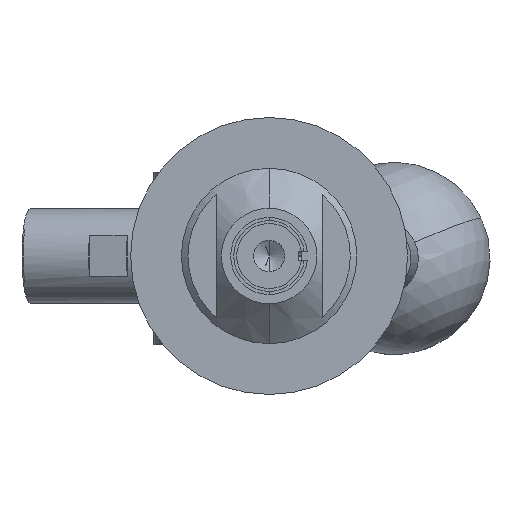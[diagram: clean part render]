
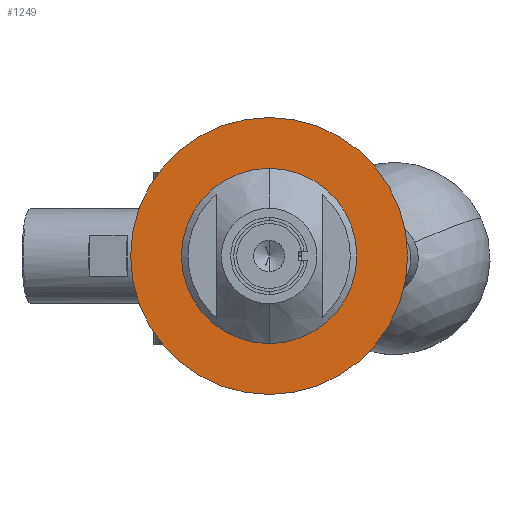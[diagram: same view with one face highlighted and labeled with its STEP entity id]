
A CAD part, left-side view. The second image highlights one B-rep face of the part: STEP entity #1249.
In plain terms, the highlighted planar face has unit normal (-1, 0, 0).
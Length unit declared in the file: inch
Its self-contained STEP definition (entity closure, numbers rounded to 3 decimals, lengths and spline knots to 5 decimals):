
#535 = CARTESIAN_POINT ( 'NONE',  ( -4.408, 0., 0. ) ) ;
#950 = CARTESIAN_POINT ( 'NONE',  ( -4.408, 0.9, 0. ) ) ;
#952 = CARTESIAN_POINT ( 'NONE',  ( -4.408, 0., 0.57 ) ) ;
#1120 = ORIENTED_EDGE ( 'NONE', *, *, #9327, .F. ) ;
#1249 = ADVANCED_FACE ( 'NONE', ( #14003, #12720 ), #12636, .F. ) ;
#1678 = AXIS2_PLACEMENT_3D ( 'NONE', #9927, #4649, #8556 ) ;
#1781 = EDGE_LOOP ( 'NONE', ( #3948, #4133 ) ) ;
#1828 = DIRECTION ( 'NONE',  ( -1., 0., 0. ) ) ;
#2059 = DIRECTION ( 'NONE',  ( 0., 0., -1. ) ) ;
#2497 = CIRCLE ( 'NONE', #3056, 0.9 ) ;
#2621 = VERTEX_POINT ( 'NONE', #6076 ) ;
#3056 = AXIS2_PLACEMENT_3D ( 'NONE', #9114, #6237, #15555 ) ;
#3523 = CIRCLE ( 'NONE', #13221, 0.57 ) ;
#3948 = ORIENTED_EDGE ( 'NONE', *, *, #15383, .T. ) ;
#4133 = ORIENTED_EDGE ( 'NONE', *, *, #7293, .T. ) ;
#4649 = DIRECTION ( 'NONE',  ( -1., 0., 0. ) ) ;
#4781 = VERTEX_POINT ( 'NONE', #9021 ) ;
#4923 = VERTEX_POINT ( 'NONE', #7717 ) ;
#6076 = CARTESIAN_POINT ( 'NONE',  ( -4.408, 0., -0.57 ) ) ;
#6172 = DIRECTION ( 'NONE',  ( 0., 0., 1. ) ) ;
#6175 = AXIS2_PLACEMENT_3D ( 'NONE', #950, #8975, #2059 ) ;
#6237 = DIRECTION ( 'NONE',  ( -1., 0., 0. ) ) ;
#6594 = AXIS2_PLACEMENT_3D ( 'NONE', #15047, #13020, #6172 ) ;
#7293 = EDGE_CURVE ( 'NONE', #4781, #4923, #7965, .T. ) ;
#7717 = CARTESIAN_POINT ( 'NONE',  ( -4.408, 0., 0.9 ) ) ;
#7965 = CIRCLE ( 'NONE', #6594, 0.9 ) ;
#8326 = DIRECTION ( 'NONE',  ( 0., 0., 1. ) ) ;
#8556 = DIRECTION ( 'NONE',  ( 0., 0., 1. ) ) ;
#8975 = DIRECTION ( 'NONE',  ( 1., 0., 0. ) ) ;
#9021 = CARTESIAN_POINT ( 'NONE',  ( -4.408, 0., -0.9 ) ) ;
#9114 = CARTESIAN_POINT ( 'NONE',  ( -4.408, 0., 0. ) ) ;
#9132 = CIRCLE ( 'NONE', #1678, 0.57 ) ;
#9327 = EDGE_CURVE ( 'NONE', #15836, #2621, #9132, .T. ) ;
#9927 = CARTESIAN_POINT ( 'NONE',  ( -4.408, 0., 0. ) ) ;
#11020 = EDGE_CURVE ( 'NONE', #2621, #15836, #3523, .T. ) ;
#12636 = PLANE ( 'NONE',  #6175 ) ;
#12720 = FACE_OUTER_BOUND ( 'NONE', #1781, .T. ) ;
#13020 = DIRECTION ( 'NONE',  ( -1., 0., 0. ) ) ;
#13221 = AXIS2_PLACEMENT_3D ( 'NONE', #535, #1828, #8326 ) ;
#14003 = FACE_BOUND ( 'NONE', #16819, .T. ) ;
#15047 = CARTESIAN_POINT ( 'NONE',  ( -4.408, 0., 0. ) ) ;
#15383 = EDGE_CURVE ( 'NONE', #4923, #4781, #2497, .T. ) ;
#15555 = DIRECTION ( 'NONE',  ( 0., 0., 1. ) ) ;
#15836 = VERTEX_POINT ( 'NONE', #952 ) ;
#16275 = ORIENTED_EDGE ( 'NONE', *, *, #11020, .F. ) ;
#16819 = EDGE_LOOP ( 'NONE', ( #1120, #16275 ) ) ;
